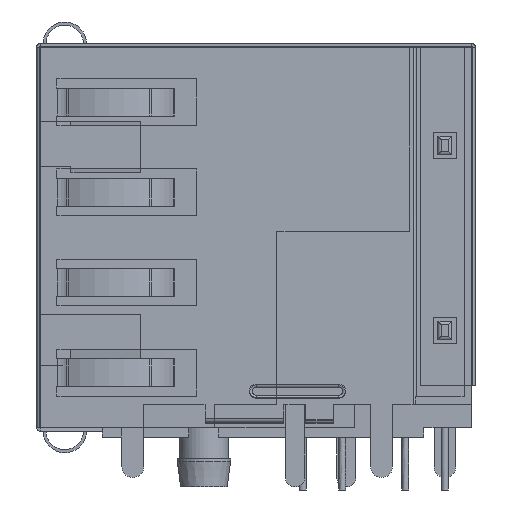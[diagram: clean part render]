
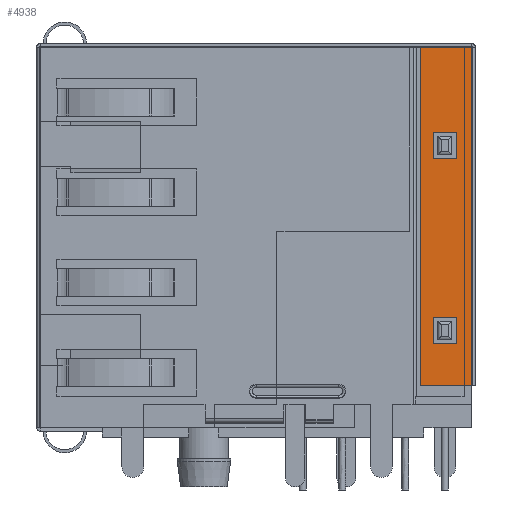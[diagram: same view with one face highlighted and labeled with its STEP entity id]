
A CAD part, front view. The second image highlights one B-rep face of the part: STEP entity #4938.
In plain terms, the highlighted face is planar.
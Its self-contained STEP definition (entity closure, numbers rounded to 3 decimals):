
#4938 = ADVANCED_FACE( '', ( #10594, #10595, #10596 ), #10597, .T. );
#10594 = FACE_OUTER_BOUND( '', #25966, .T. );
#10595 = FACE_BOUND( '', #25967, .T. );
#10596 = FACE_BOUND( '', #25968, .T. );
#10597 = PLANE( '', #25969 );
#25966 = EDGE_LOOP( '', ( #47317, #47318, #47319, #47320 ) );
#25967 = EDGE_LOOP( '', ( #47321, #47322, #47323, #47324 ) );
#25968 = EDGE_LOOP( '', ( #47325, #47326, #47327, #47328 ) );
#25969 = AXIS2_PLACEMENT_3D( '', #47329, #47330, #47331 );
#47317 = ORIENTED_EDGE( '', *, *, #60056, .T. );
#47318 = ORIENTED_EDGE( '', *, *, #61266, .T. );
#47319 = ORIENTED_EDGE( '', *, *, #58425, .T. );
#47320 = ORIENTED_EDGE( '', *, *, #62832, .T. );
#47321 = ORIENTED_EDGE( '', *, *, #62833, .T. );
#47322 = ORIENTED_EDGE( '', *, *, #62834, .T. );
#47323 = ORIENTED_EDGE( '', *, *, #62455, .T. );
#47324 = ORIENTED_EDGE( '', *, *, #60967, .T. );
#47325 = ORIENTED_EDGE( '', *, *, #58392, .T. );
#47326 = ORIENTED_EDGE( '', *, *, #62516, .T. );
#47327 = ORIENTED_EDGE( '', *, *, #58924, .T. );
#47328 = ORIENTED_EDGE( '', *, *, #62835, .T. );
#47329 = CARTESIAN_POINT( '', ( 0., 29.6, 0. ) );
#47330 = DIRECTION( '', ( 0., 1., 0. ) );
#47331 = DIRECTION( '', ( -1., 0., 0. ) );
#58392 = EDGE_CURVE( '', #67692, #67693, #67694, .T. );
#58425 = EDGE_CURVE( '', #67748, #67749, #67750, .T. );
#58924 = EDGE_CURVE( '', #68612, #68613, #68614, .T. );
#60056 = EDGE_CURVE( '', #70486, #70484, #70487, .T. );
#60967 = EDGE_CURVE( '', #71919, #71920, #71921, .T. );
#61266 = EDGE_CURVE( '', #70484, #67748, #72378, .T. );
#62455 = EDGE_CURVE( '', #74086, #71919, #74087, .T. );
#62516 = EDGE_CURVE( '', #67693, #68612, #74165, .T. );
#62832 = EDGE_CURVE( '', #67749, #70486, #74588, .T. );
#62833 = EDGE_CURVE( '', #71920, #74589, #74590, .T. );
#62834 = EDGE_CURVE( '', #74589, #74086, #74591, .T. );
#62835 = EDGE_CURVE( '', #68613, #67692, #74592, .T. );
#67692 = VERTEX_POINT( '', #80945 );
#67693 = VERTEX_POINT( '', #80946 );
#67694 = LINE( '', #80947, #80948 );
#67748 = VERTEX_POINT( '', #81025 );
#67749 = VERTEX_POINT( '', #81026 );
#67750 = LINE( '', #81027, #81028 );
#68612 = VERTEX_POINT( '', #82324 );
#68613 = VERTEX_POINT( '', #82325 );
#68614 = LINE( '', #82326, #82327 );
#70484 = VERTEX_POINT( '', #85059 );
#70486 = VERTEX_POINT( '', #85061 );
#70487 = LINE( '', #85062, #85063 );
#71919 = VERTEX_POINT( '', #87171 );
#71920 = VERTEX_POINT( '', #87172 );
#71921 = LINE( '', #87173, #87174 );
#72378 = LINE( '', #87845, #87846 );
#74086 = VERTEX_POINT( '', #90408 );
#74087 = LINE( '', #90409, #90410 );
#74165 = LINE( '', #90520, #90521 );
#74588 = LINE( '', #91156, #91157 );
#74589 = VERTEX_POINT( '', #91158 );
#74590 = LINE( '', #91159, #91160 );
#74591 = LINE( '', #91161, #91162 );
#74592 = LINE( '', #91163, #91164 );
#80945 = CARTESIAN_POINT( '', ( -11.4, 29.6, 6.755 ) );
#80946 = CARTESIAN_POINT( '', ( -12.9, 29.6, 6.755 ) );
#80947 = CARTESIAN_POINT( '', ( -11.4, 29.6, 6.755 ) );
#80948 = VECTOR( '', #96632, 1000. );
#81025 = CARTESIAN_POINT( '', ( -13.89, 29.6, 12.245 ) );
#81026 = CARTESIAN_POINT( '', ( -10.6, 29.6, 12.245 ) );
#81027 = CARTESIAN_POINT( '', ( -13.95, 29.6, 12.245 ) );
#81028 = VECTOR( '', #96662, 1000. );
#82324 = CARTESIAN_POINT( '', ( -12.9, 29.6, 5.055 ) );
#82325 = CARTESIAN_POINT( '', ( -11.4, 29.6, 5.055 ) );
#82326 = CARTESIAN_POINT( '', ( -12.9, 29.6, 5.055 ) );
#82327 = VECTOR( '', #97144, 1000. );
#85059 = CARTESIAN_POINT( '', ( -13.89, 29.6, -9.545 ) );
#85061 = CARTESIAN_POINT( '', ( -10.6, 29.6, -9.545 ) );
#85062 = CARTESIAN_POINT( '', ( -10.6, 29.6, -9.545 ) );
#85063 = VECTOR( '', #98292, 1000. );
#87171 = CARTESIAN_POINT( '', ( -11.4, 29.6, -6.845 ) );
#87172 = CARTESIAN_POINT( '', ( -11.4, 29.6, -5.145 ) );
#87173 = CARTESIAN_POINT( '', ( -11.4, 29.6, -6.845 ) );
#87174 = VECTOR( '', #99187, 1000. );
#87845 = CARTESIAN_POINT( '', ( -13.89, 29.6, -9.545 ) );
#87846 = VECTOR( '', #99495, 1000. );
#90408 = CARTESIAN_POINT( '', ( -12.9, 29.6, -6.845 ) );
#90409 = CARTESIAN_POINT( '', ( -12.9, 29.6, -6.845 ) );
#90410 = VECTOR( '', #100607, 1000. );
#90520 = CARTESIAN_POINT( '', ( -12.9, 29.6, 6.755 ) );
#90521 = VECTOR( '', #100670, 1000. );
#91156 = CARTESIAN_POINT( '', ( -10.6, 29.6, 12.245 ) );
#91157 = VECTOR( '', #100950, 1000. );
#91158 = CARTESIAN_POINT( '', ( -12.9, 29.6, -5.145 ) );
#91159 = CARTESIAN_POINT( '', ( -11.4, 29.6, -5.145 ) );
#91160 = VECTOR( '', #100951, 1000. );
#91161 = CARTESIAN_POINT( '', ( -12.9, 29.6, -5.145 ) );
#91162 = VECTOR( '', #100952, 1000. );
#91163 = CARTESIAN_POINT( '', ( -11.4, 29.6, 5.055 ) );
#91164 = VECTOR( '', #100953, 1000. );
#96632 = DIRECTION( '', ( -1., 0., 0. ) );
#96662 = DIRECTION( '', ( 1., 0., 0. ) );
#97144 = DIRECTION( '', ( 1., 0., 0. ) );
#98292 = DIRECTION( '', ( -1., 0., 0. ) );
#99187 = DIRECTION( '', ( 0., 0., 1. ) );
#99495 = DIRECTION( '', ( 0., 0., 1. ) );
#100607 = DIRECTION( '', ( 1., 0., 0. ) );
#100670 = DIRECTION( '', ( 0., 0., -1. ) );
#100950 = DIRECTION( '', ( 0., 0., -1. ) );
#100951 = DIRECTION( '', ( -1., 0., 0. ) );
#100952 = DIRECTION( '', ( 0., 0., -1. ) );
#100953 = DIRECTION( '', ( 0., 0., 1. ) );
